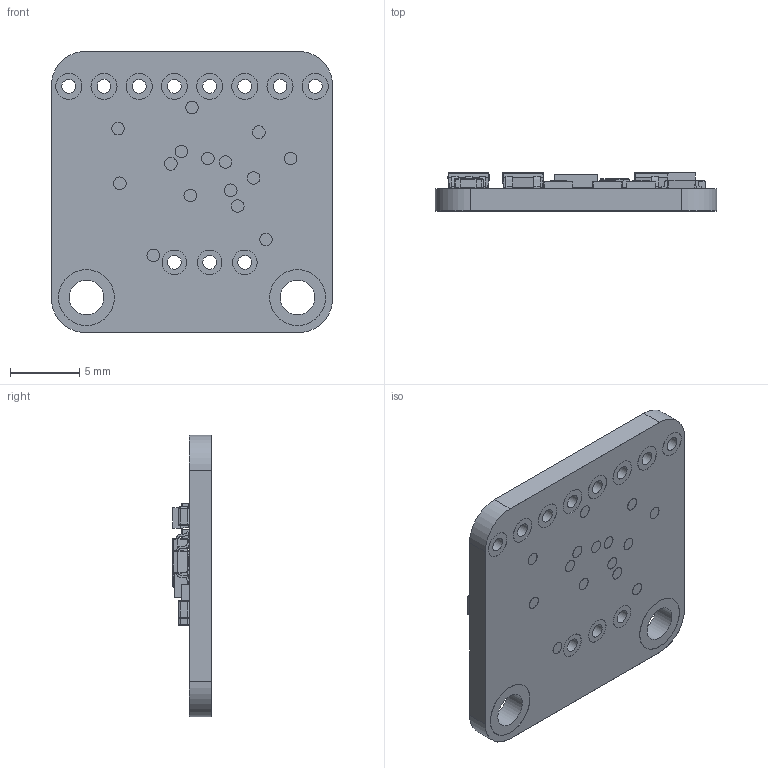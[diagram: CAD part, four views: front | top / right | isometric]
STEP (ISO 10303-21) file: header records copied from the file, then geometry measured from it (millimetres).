
FILE_DESCRIPTION(/* description */ (''),/* implementation_level */ '2;1');
FILE_NAME(/* name */ 'LIS3DH v9.step',/* time_stamp */ '2018-08-25T07:40:00-06:00',/* author */ ('JonGordon'),/* organization */ (''),/* preprocessor_version */ 'ST-DEVELOPER v17.2',/* originating_system */ 'Autodesk Translation Framework v7.6.0.251',/* authorisation */ '');
FILE_SCHEMA (('AUTOMOTIVE_DESIGN { 1 0 10303 214 3 1 1 }'));
Length unit declared in the file: millimetre
Products named in the file (7): LIS3DH; SOT23-5; SOT23-3; 16-LGA-3X3; SMD Resistor 0805; Cap 0805; SOD-323
Assembly tree (14 placements, depth 2):
  LIS3DH
    SOT23-5
    SOT23-3  x2
    16-LGA-3X3
    SMD Resistor 0805  x6
    Cap 0805  x3
    SOD-323
Bounding box: 20.32 x 2.79 x 20.32 mm (x, y, z)
Volume: 669.8 mm3; surface area: 1923.4 mm2
Topology: 39 solids, 39 shells, 1099 faces, 2631 edges, 1678 vertices
Faces by surface type: plane 752, cylinder 266, bspline 57, sphere 24
Full cylindrical faces by diameter (mm): 0.155 x1, 0.906 x30, 1 x11, 1.778 x6, 1.88 x16, 2.5 x2, 3.618 x2, 4.032 x2
Entity records: 22545 total; most frequent: CARTESIAN_POINT 5989, ORIENTED_EDGE 3256, DIRECTION 3202, EDGE_CURVE 1628, LINE 1256, VECTOR 1256, VERTEX_POINT 1056, AXIS2_PLACEMENT_3D 973
